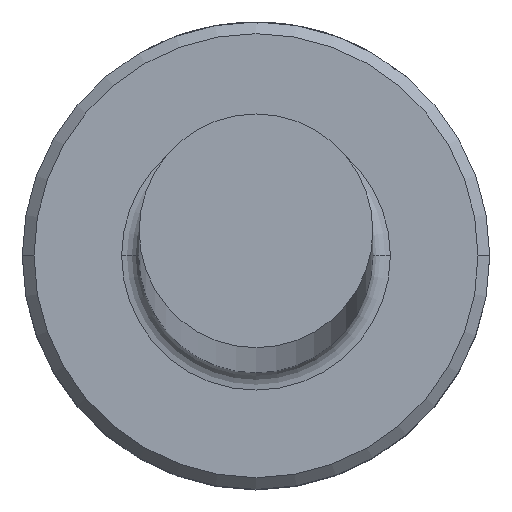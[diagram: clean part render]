
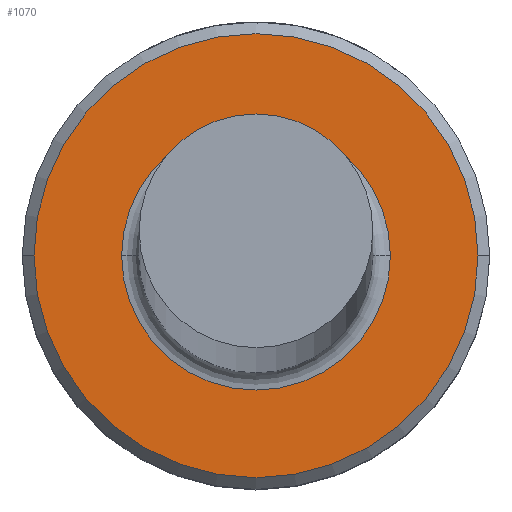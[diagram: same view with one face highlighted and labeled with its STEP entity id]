
A CAD part, top view. The second image highlights one B-rep face of the part: STEP entity #1070.
In plain terms, the highlighted planar face has unit normal (0, 0, 1).
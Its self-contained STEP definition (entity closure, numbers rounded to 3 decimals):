
#59 = EDGE_CURVE ( 'NONE', #540, #943, #241, .T. ) ;
#61 = CIRCLE ( 'NONE', #1069, 2.3 ) ;
#162 = DIRECTION ( 'NONE',  ( 0., 0., 1. ) ) ;
#241 = CIRCLE ( 'NONE', #387, 3.8 ) ;
#253 = EDGE_CURVE ( 'NONE', #904, #852, #61, .T. ) ;
#283 = DIRECTION ( 'NONE',  ( -1., 0., 0. ) ) ;
#289 = DIRECTION ( 'NONE',  ( 0., 0., -1. ) ) ;
#312 = CIRCLE ( 'NONE', #578, 3.8 ) ;
#319 = CARTESIAN_POINT ( 'NONE',  ( -3.8, 0., 6. ) ) ;
#349 = CARTESIAN_POINT ( 'NONE',  ( 3.8, 0., 6. ) ) ;
#380 = CARTESIAN_POINT ( 'NONE',  ( 0., 0., 6. ) ) ;
#387 = AXIS2_PLACEMENT_3D ( 'NONE', #840, #510, #1106 ) ;
#460 = CARTESIAN_POINT ( 'NONE',  ( 0., 0., 6. ) ) ;
#462 = CARTESIAN_POINT ( 'NONE',  ( 2.3, 0., 6. ) ) ;
#510 = DIRECTION ( 'NONE',  ( 0., 0., 1. ) ) ;
#513 = ORIENTED_EDGE ( 'NONE', *, *, #253, .T. ) ;
#522 = ORIENTED_EDGE ( 'NONE', *, *, #842, .T. ) ;
#538 = PLANE ( 'NONE',  #863 ) ;
#539 = DIRECTION ( 'NONE',  ( 0., 0., -1. ) ) ;
#540 = VERTEX_POINT ( 'NONE', #319 ) ;
#578 = AXIS2_PLACEMENT_3D ( 'NONE', #705, #162, #795 ) ;
#705 = CARTESIAN_POINT ( 'NONE',  ( 0., 0., 6. ) ) ;
#747 = FACE_OUTER_BOUND ( 'NONE', #866, .T. ) ;
#795 = DIRECTION ( 'NONE',  ( 1., 0., 0. ) ) ;
#840 = CARTESIAN_POINT ( 'NONE',  ( 0., 0., 6. ) ) ;
#842 = EDGE_CURVE ( 'NONE', #852, #904, #963, .T. ) ;
#852 = VERTEX_POINT ( 'NONE', #462 ) ;
#863 = AXIS2_PLACEMENT_3D ( 'NONE', #460, #962, #1135 ) ;
#866 = EDGE_LOOP ( 'NONE', ( #1002, #913 ) ) ;
#904 = VERTEX_POINT ( 'NONE', #1104 ) ;
#913 = ORIENTED_EDGE ( 'NONE', *, *, #1037, .T. ) ;
#943 = VERTEX_POINT ( 'NONE', #349 ) ;
#962 = DIRECTION ( 'NONE',  ( 0., 0., 1. ) ) ;
#963 = CIRCLE ( 'NONE', #1000, 2.3 ) ;
#974 = FACE_BOUND ( 'NONE', #1128, .T. ) ;
#1000 = AXIS2_PLACEMENT_3D ( 'NONE', #1048, #539, #1136 ) ;
#1002 = ORIENTED_EDGE ( 'NONE', *, *, #59, .T. ) ;
#1037 = EDGE_CURVE ( 'NONE', #943, #540, #312, .T. ) ;
#1048 = CARTESIAN_POINT ( 'NONE',  ( 0., 0., 6. ) ) ;
#1069 = AXIS2_PLACEMENT_3D ( 'NONE', #380, #289, #283 ) ;
#1070 = ADVANCED_FACE ( 'NONE', ( #747, #974 ), #538, .T. ) ;
#1104 = CARTESIAN_POINT ( 'NONE',  ( -2.3, 0., 6. ) ) ;
#1106 = DIRECTION ( 'NONE',  ( 1., 0., 0. ) ) ;
#1128 = EDGE_LOOP ( 'NONE', ( #513, #522 ) ) ;
#1135 = DIRECTION ( 'NONE',  ( 1., 0., 0. ) ) ;
#1136 = DIRECTION ( 'NONE',  ( -1., 0., 0. ) ) ;
